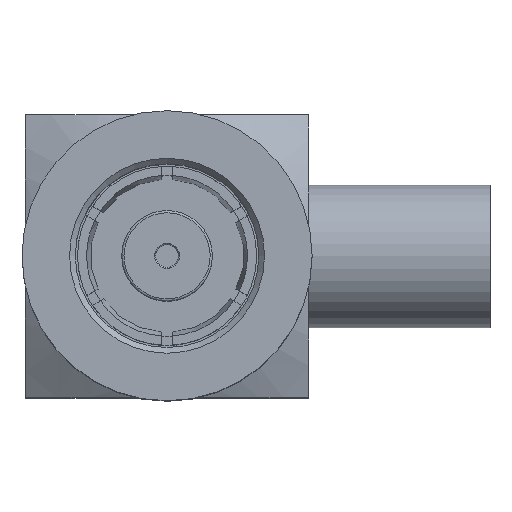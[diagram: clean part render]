
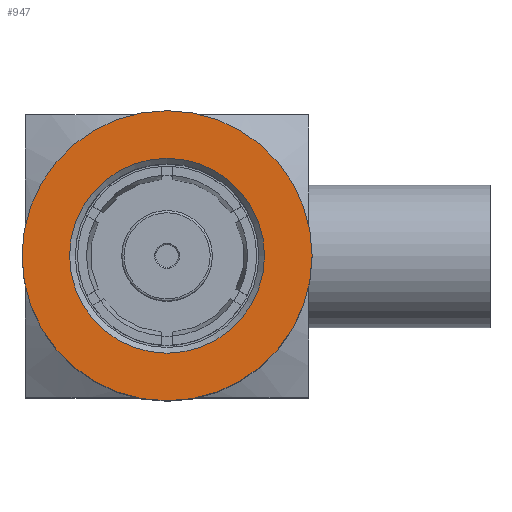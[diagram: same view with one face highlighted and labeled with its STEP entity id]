
A CAD part, top view. The second image highlights one B-rep face of the part: STEP entity #947.
In plain terms, the highlighted planar face has unit normal (0, 0, 1).
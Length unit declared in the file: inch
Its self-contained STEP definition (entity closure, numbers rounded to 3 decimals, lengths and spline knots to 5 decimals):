
#7 = DIRECTION ( 'NONE',  ( 0., 0., 1. ) ) ;
#66 = CARTESIAN_POINT ( 'NONE',  ( -0.128, 0., 0.404 ) ) ;
#95 = FACE_OUTER_BOUND ( 'NONE', #1699, .T. ) ;
#122 = EDGE_LOOP ( 'NONE', ( #348 ) ) ;
#324 = ORIENTED_EDGE ( 'NONE', *, *, #2227, .F. ) ;
#325 = CARTESIAN_POINT ( 'NONE',  ( 0.086, 0., 0.404 ) ) ;
#348 = ORIENTED_EDGE ( 'NONE', *, *, #575, .F. ) ;
#396 = CARTESIAN_POINT ( 'NONE',  ( 0., 0., 0.404 ) ) ;
#457 = DIRECTION ( 'NONE',  ( 0., -1., 0. ) ) ;
#575 = EDGE_CURVE ( 'NONE', #2019, #2019, #1192, .T. ) ;
#674 = DIRECTION ( 'NONE',  ( -1., 0., 0. ) ) ;
#929 = DIRECTION ( 'NONE',  ( 1., 0., 0. ) ) ;
#947 = ADVANCED_FACE ( 'NONE', ( #2157, #95 ), #1221, .F. ) ;
#1120 = AXIS2_PLACEMENT_3D ( 'NONE', #396, #2360, #674 ) ;
#1192 = CIRCLE ( 'NONE', #1428, 0.086 ) ;
#1221 = PLANE ( 'NONE',  #1860 ) ;
#1403 = DIRECTION ( 'NONE',  ( 0., 0., -1. ) ) ;
#1428 = AXIS2_PLACEMENT_3D ( 'NONE', #2220, #7, #929 ) ;
#1584 = CARTESIAN_POINT ( 'NONE',  ( 0., 0., 0.404 ) ) ;
#1699 = EDGE_LOOP ( 'NONE', ( #324 ) ) ;
#1860 = AXIS2_PLACEMENT_3D ( 'NONE', #1584, #1403, #457 ) ;
#2019 = VERTEX_POINT ( 'NONE', #325 ) ;
#2129 = VERTEX_POINT ( 'NONE', #66 ) ;
#2157 = FACE_BOUND ( 'NONE', #122, .T. ) ;
#2220 = CARTESIAN_POINT ( 'NONE',  ( 0., 0., 0.404 ) ) ;
#2227 = EDGE_CURVE ( 'NONE', #2129, #2129, #2351, .T. ) ;
#2351 = CIRCLE ( 'NONE', #1120, 0.128 ) ;
#2360 = DIRECTION ( 'NONE',  ( 0., 0., -1. ) ) ;
